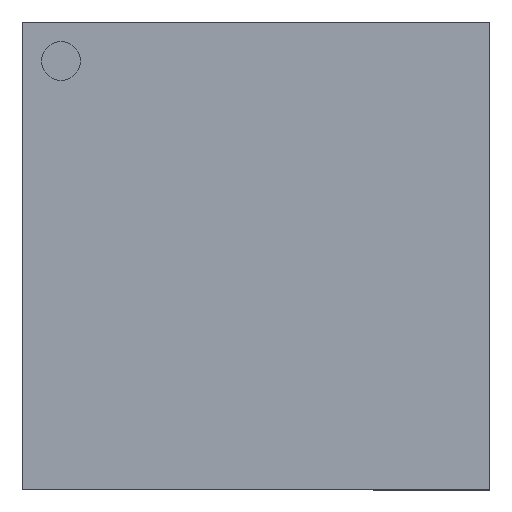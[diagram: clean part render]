
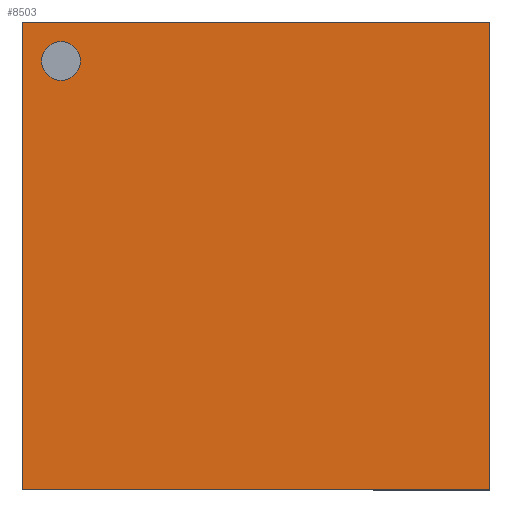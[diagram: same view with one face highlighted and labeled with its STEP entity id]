
A CAD part, top view. The second image highlights one B-rep face of the part: STEP entity #8503.
In plain terms, the highlighted planar face has unit normal (0, 0, 1).
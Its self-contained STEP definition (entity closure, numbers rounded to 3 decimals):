
#8389=CARTESIAN_POINT('',(-4.5,5.,1.7));
#8390=VERTEX_POINT('',#8389);
#8399=CARTESIAN_POINT('',(-5.5,5.,1.7));
#8400=VERTEX_POINT('',#8399);
#8401=CARTESIAN_POINT('',(-5.,5.,1.7));
#8402=DIRECTION('',(0.0,0.0,-1.0));
#8403=DIRECTION('',(1.0,0.0,0.0));
#8404=AXIS2_PLACEMENT_3D('',#8401,#8402,#8403);
#8405=CIRCLE('',#8404,0.5);
#8406=EDGE_CURVE('',#8400,#8390,#8405,.T.);
#8440=CARTESIAN_POINT('',(-5.,5.,1.7));
#8441=DIRECTION('',(0.0,0.0,-1.0));
#8442=DIRECTION('',(1.0,0.0,0.0));
#8443=AXIS2_PLACEMENT_3D('',#8440,#8441,#8442);
#8444=CIRCLE('',#8443,0.5);
#8445=EDGE_CURVE('',#8390,#8400,#8444,.T.);
#8460=CARTESIAN_POINT('',(0.0,0.0,1.7));
#8461=DIRECTION('',(0.0,0.0,1.0));
#8462=DIRECTION('',(0.0,-1.0,0.0));
#8463=AXIS2_PLACEMENT_3D('',#8460,#8461,#8462);
#8464=PLANE('',#8463);
#8465=CARTESIAN_POINT('',(-6.,-6.,1.7));
#8466=VERTEX_POINT('',#8465);
#8467=CARTESIAN_POINT('',(6.,-6.,1.7));
#8468=VERTEX_POINT('',#8467);
#8469=CARTESIAN_POINT('',(-6.,-6.,1.7));
#8470=DIRECTION('',(1.0,0.0,0.0));
#8471=VECTOR('',#8470,12.0);
#8472=LINE('',#8469,#8471);
#8473=EDGE_CURVE('',#8466,#8468,#8472,.T.);
#8474=ORIENTED_EDGE('',*,*,#8473,.T.);
#8475=CARTESIAN_POINT('',(6.,6.,1.7));
#8476=VERTEX_POINT('',#8475);
#8477=CARTESIAN_POINT('',(6.,-6.,1.7));
#8478=DIRECTION('',(0.0,1.0,0.0));
#8479=VECTOR('',#8478,12.0);
#8480=LINE('',#8477,#8479);
#8481=EDGE_CURVE('',#8468,#8476,#8480,.T.);
#8482=ORIENTED_EDGE('',*,*,#8481,.T.);
#8483=CARTESIAN_POINT('',(-6.,6.,1.7));
#8484=VERTEX_POINT('',#8483);
#8485=CARTESIAN_POINT('',(6.,6.,1.7));
#8486=DIRECTION('',(-1.0,0.0,0.0));
#8487=VECTOR('',#8486,12.0);
#8488=LINE('',#8485,#8487);
#8489=EDGE_CURVE('',#8476,#8484,#8488,.T.);
#8490=ORIENTED_EDGE('',*,*,#8489,.T.);
#8491=CARTESIAN_POINT('',(-6.,6.,1.7));
#8492=DIRECTION('',(0.0,-1.0,0.0));
#8493=VECTOR('',#8492,12.0);
#8494=LINE('',#8491,#8493);
#8495=EDGE_CURVE('',#8484,#8466,#8494,.T.);
#8496=ORIENTED_EDGE('',*,*,#8495,.T.);
#8497=EDGE_LOOP('',(#8474,#8482,#8490,#8496));
#8498=FACE_OUTER_BOUND('',#8497,.T.);
#8499=ORIENTED_EDGE('',*,*,#8445,.T.);
#8500=ORIENTED_EDGE('',*,*,#8406,.T.);
#8501=EDGE_LOOP('',(#8499,#8500));
#8502=FACE_BOUND('',#8501,.T.);
#8503=ADVANCED_FACE('',(#8498,#8502),#8464,.T.);
